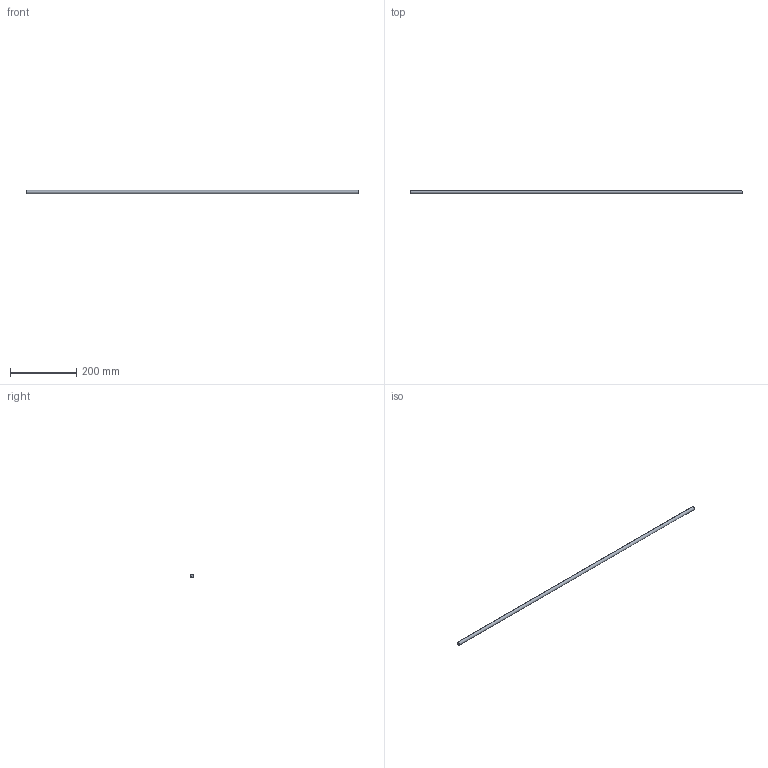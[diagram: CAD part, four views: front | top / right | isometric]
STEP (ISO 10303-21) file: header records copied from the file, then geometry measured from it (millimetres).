
FILE_DESCRIPTION(/* description */ ('STEP AP203'),/* implementation_level */ '2;1');
FILE_NAME(/* name */ '22463200',/* time_stamp */ '2024-05-23T11:28:47+02:00',/* author */ ('License CC BY-ND 4.0'),/* organization */ ('CADENAS'),/* preprocessor_version */ 'ST-DEVELOPER v19.3',/* originating_system */ 'PARTsolutions',/* authorisation */ ' ');
FILE_SCHEMA (('CONFIG_CONTROL_DESIGN'));
Length unit declared in the file: millimetre
Products named in the file (1): 22463200
Bounding box: 1000 x 9.98 x 9.98 mm (x, y, z)
Volume: 72930.2 mm3; surface area: 36801.2 mm2
Topology: 1 solids, 1 shells, 958 faces, 2232 edges, 1276 vertices
Faces by surface type: plane 957, cylinder 1
Full cylindrical faces by diameter (mm): 10 x1
Entity records: 24926 total; most frequent: DIRECTION 4470, CARTESIAN_POINT 4149, ORIENTED_EDGE 3828, EDGE_CURVE 1914, AXIS2_PLACEMENT_3D 1597, LINE 1276, VECTOR 1276, VERTEX_POINT 1276
